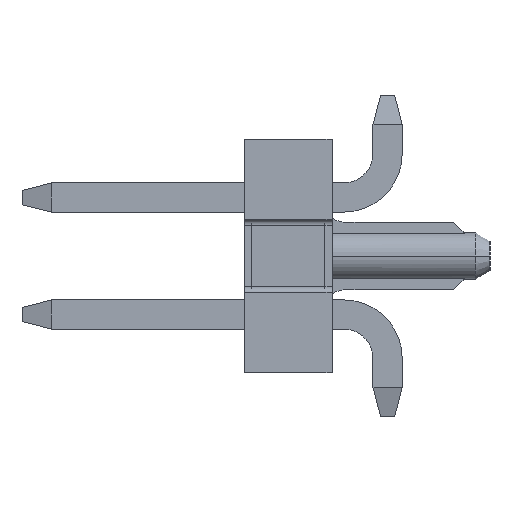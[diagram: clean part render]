
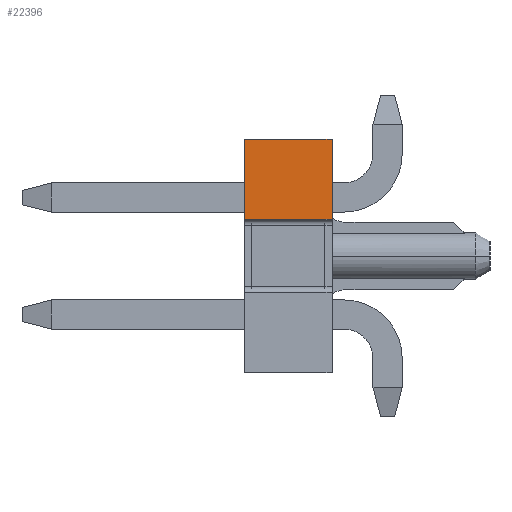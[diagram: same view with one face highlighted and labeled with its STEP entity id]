
A CAD part, left-side view. The second image highlights one B-rep face of the part: STEP entity #22396.
In plain terms, the highlighted planar face has unit normal (-1, 0, 0).
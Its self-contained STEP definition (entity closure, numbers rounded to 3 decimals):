
#2573=DIRECTION('',(0.,-1.,0.));
#2574=VECTOR('',#2573,1.5);
#2575=CARTESIAN_POINT('',(-19.95,0.75,2.));
#2576=LINE('',#2575,#2574);
#2897=DIRECTION('',(0.,0.,1.));
#2898=VECTOR('',#2897,1.375);
#2899=CARTESIAN_POINT('',(-19.95,-0.75,0.625));
#2900=LINE('',#2899,#2898);
#4297=DIRECTION('',(0.,-1.,0.));
#4298=VECTOR('',#4297,1.5);
#4299=CARTESIAN_POINT('',(-19.95,0.75,0.625));
#4300=LINE('',#4299,#4298);
#4301=DIRECTION('',(0.,0.,1.));
#4302=VECTOR('',#4301,1.375);
#4303=CARTESIAN_POINT('',(-19.95,0.75,0.625));
#4304=LINE('',#4303,#4302);
#13677=CARTESIAN_POINT('',(-19.95,0.75,2.));
#13678=CARTESIAN_POINT('',(-19.95,-0.75,2.));
#13679=VERTEX_POINT('',#13677);
#13680=VERTEX_POINT('',#13678);
#13893=CARTESIAN_POINT('',(-19.95,0.75,0.625));
#13894=CARTESIAN_POINT('',(-19.95,-0.75,0.625));
#13895=VERTEX_POINT('',#13893);
#13896=VERTEX_POINT('',#13894);
#22384=CARTESIAN_POINT('',(-19.95,0.75,-2.));
#22385=DIRECTION('',(-1.,0.,0.));
#22386=DIRECTION('',(0.,-1.,0.));
#22387=AXIS2_PLACEMENT_3D('',#22384,#22385,#22386);
#22388=PLANE('',#22387);
#22390=ORIENTED_EDGE('',*,*,#22389,.F.);
#22391=ORIENTED_EDGE('',*,*,#18450,.T.);
#22392=ORIENTED_EDGE('',*,*,#19558,.T.);
#22393=ORIENTED_EDGE('',*,*,#20026,.F.);
#22394=EDGE_LOOP('',(#22390,#22391,#22392,#22393));
#22395=FACE_OUTER_BOUND('',#22394,.F.);
#22396=ADVANCED_FACE('',(#22395),#22388,.T.);
#18450=EDGE_CURVE('',#13895,#13679,#4304,.T.);
#19558=EDGE_CURVE('',#13679,#13680,#2576,.T.);
#20026=EDGE_CURVE('',#13896,#13680,#2900,.T.);
#22389=EDGE_CURVE('',#13895,#13896,#4300,.T.);
